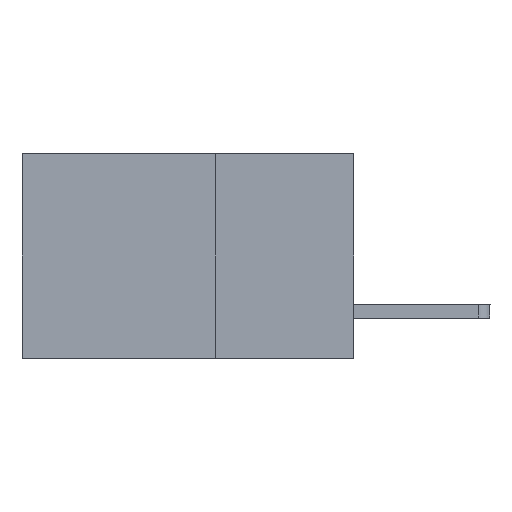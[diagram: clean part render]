
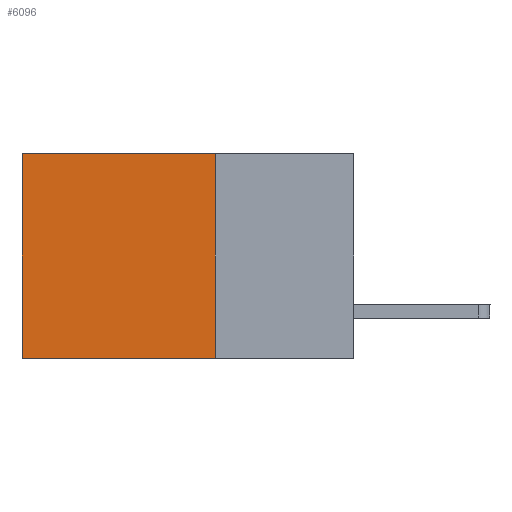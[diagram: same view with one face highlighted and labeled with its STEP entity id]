
A CAD part, left-side view. The second image highlights one B-rep face of the part: STEP entity #6096.
In plain terms, the highlighted planar face has unit normal (-1, 0, 0).
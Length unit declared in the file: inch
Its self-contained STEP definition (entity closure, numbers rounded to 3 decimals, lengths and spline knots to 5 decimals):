
#14 = VERTEX_POINT ( 'NONE', #6253 ) ;
#264 = ORIENTED_EDGE ( 'NONE', *, *, #6867, .F. ) ;
#535 = EDGE_LOOP ( 'NONE', ( #11196, #264, #8601, #7157 ) ) ;
#746 = CARTESIAN_POINT ( 'NONE',  ( 0.2875, 0.6, 0. ) ) ;
#823 = LINE ( 'NONE', #8032, #6066 ) ;
#2520 = LINE ( 'NONE', #9355, #4801 ) ;
#3261 = DIRECTION ( 'NONE',  ( 0., 1., 0. ) ) ;
#3648 = EDGE_CURVE ( 'NONE', #11514, #14, #2520, .T. ) ;
#4306 = EDGE_CURVE ( 'NONE', #8321, #10228, #9567, .T. ) ;
#4492 = DIRECTION ( 'NONE',  ( 0., 1., 0. ) ) ;
#4801 = VECTOR ( 'NONE', #7802, 39.37008 ) ;
#5374 = EDGE_CURVE ( 'NONE', #11514, #8321, #6705, .T. ) ;
#5681 = DIRECTION ( 'NONE',  ( 1., 0., 0. ) ) ;
#6066 = VECTOR ( 'NONE', #4492, 39.37008 ) ;
#6096 = ADVANCED_FACE ( 'NONE', ( #6644 ), #10885, .F. ) ;
#6253 = CARTESIAN_POINT ( 'NONE',  ( 0.2875, 0.25, -0.37 ) ) ;
#6644 = FACE_OUTER_BOUND ( 'NONE', #535, .T. ) ;
#6705 = LINE ( 'NONE', #10316, #11672 ) ;
#6867 = EDGE_CURVE ( 'NONE', #14, #10228, #823, .T. ) ;
#7022 = VECTOR ( 'NONE', #8727, 39.37008 ) ;
#7157 = ORIENTED_EDGE ( 'NONE', *, *, #5374, .T. ) ;
#7802 = DIRECTION ( 'NONE',  ( 0., 0., -1. ) ) ;
#8032 = CARTESIAN_POINT ( 'NONE',  ( 0.2875, 0.25, -0.37 ) ) ;
#8226 = AXIS2_PLACEMENT_3D ( 'NONE', #8989, #5681, #10060 ) ;
#8321 = VERTEX_POINT ( 'NONE', #746 ) ;
#8416 = CARTESIAN_POINT ( 'NONE',  ( 0.2875, 0.25, 0. ) ) ;
#8601 = ORIENTED_EDGE ( 'NONE', *, *, #3648, .F. ) ;
#8727 = DIRECTION ( 'NONE',  ( 0., 0., -1. ) ) ;
#8989 = CARTESIAN_POINT ( 'NONE',  ( 0.2875, 0.25, 0. ) ) ;
#9355 = CARTESIAN_POINT ( 'NONE',  ( 0.2875, 0.25, 0. ) ) ;
#9567 = LINE ( 'NONE', #10504, #7022 ) ;
#9650 = CARTESIAN_POINT ( 'NONE',  ( 0.2875, 0.6, -0.37 ) ) ;
#10060 = DIRECTION ( 'NONE',  ( 0., 0., -1. ) ) ;
#10228 = VERTEX_POINT ( 'NONE', #9650 ) ;
#10316 = CARTESIAN_POINT ( 'NONE',  ( 0.2875, 0.25, 0. ) ) ;
#10504 = CARTESIAN_POINT ( 'NONE',  ( 0.2875, 0.6, 0. ) ) ;
#10885 = PLANE ( 'NONE',  #8226 ) ;
#11196 = ORIENTED_EDGE ( 'NONE', *, *, #4306, .T. ) ;
#11514 = VERTEX_POINT ( 'NONE', #8416 ) ;
#11672 = VECTOR ( 'NONE', #3261, 39.37008 ) ;
